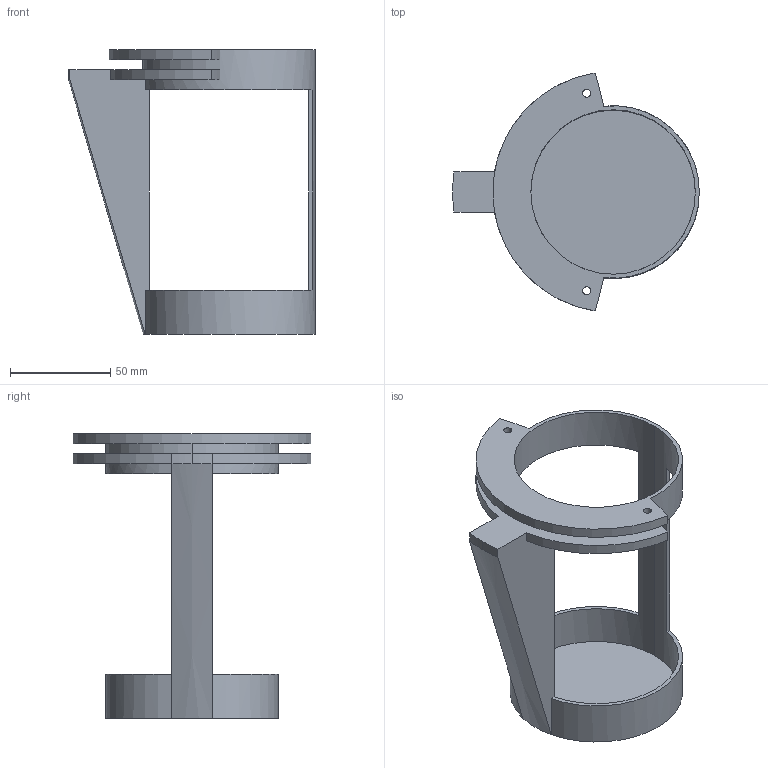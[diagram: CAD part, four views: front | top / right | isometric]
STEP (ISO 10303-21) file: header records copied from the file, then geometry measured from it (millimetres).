
FILE_DESCRIPTION (( 'STEP AP203' ), '1' );
FILE_NAME ('SE_01_1_0005.STEP', '2020-10-21T10:11:21', ( '' ), ( '' ), 'SwSTEP 2.0', 'SolidWorks 2017', '' );
FILE_SCHEMA (( 'CONFIG_CONTROL_DESIGN' ));
Length unit declared in the file: millimetre
Products named in the file (1): SE_01_1_0005
Bounding box: 123 x 118.64 x 142 mm (x, y, z)
Volume: 115054.6 mm3; surface area: 59233.8 mm2
Topology: 1 solids, 1 shells, 37 faces, 106 edges, 70 vertices
Faces by surface type: cylinder 21, plane 15, cone 1
Entity records: 1352 total; most frequent: DIRECTION 237, CARTESIAN_POINT 228, ORIENTED_EDGE 212, EDGE_CURVE 106, AXIS2_PLACEMENT_3D 95, VERTEX_POINT 70, CIRCLE 57, EDGE_LOOP 48
